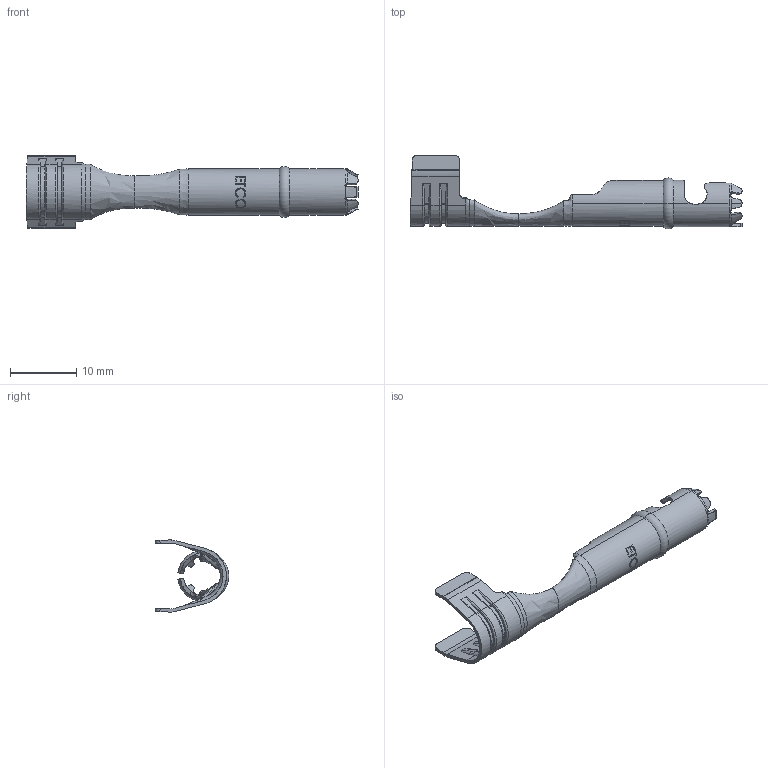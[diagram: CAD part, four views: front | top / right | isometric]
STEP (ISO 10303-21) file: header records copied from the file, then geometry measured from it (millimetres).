
FILE_DESCRIPTION (( 'STEP AP203' ), '1' );
FILE_NAME ('DT7-B.STEP', '2019-11-05T18:40:18', ( 'tempuser' ), ( 'Microsoft' ), 'SwSTEP 2.0', 'SolidWorks 2019', '' );
FILE_SCHEMA (( 'CONFIG_CONTROL_DESIGN' ));
Length unit declared in the file: inch
Products named in the file (1): DT7-B
Bounding box: 50.29 x 11.18 x 10.92 mm (x, y, z)
Volume: 400.4 mm3; surface area: 1684.4 mm2
Topology: 1 solids, 1 shells, 324 faces, 886 edges, 559 vertices
Faces by surface type: bspline 104, cylinder 89, plane 74, torus 28, cone 21, sphere 8
Entity records: 17184 total; most frequent: CARTESIAN_POINT 10083, ORIENTED_EDGE 1752, DIRECTION 1065, EDGE_CURVE 876, VERTEX_POINT 559, AXIS2_PLACEMENT_3D 409, B_SPLINE_CURVE_WITH_KNOTS 403, EDGE_LOOP 329
